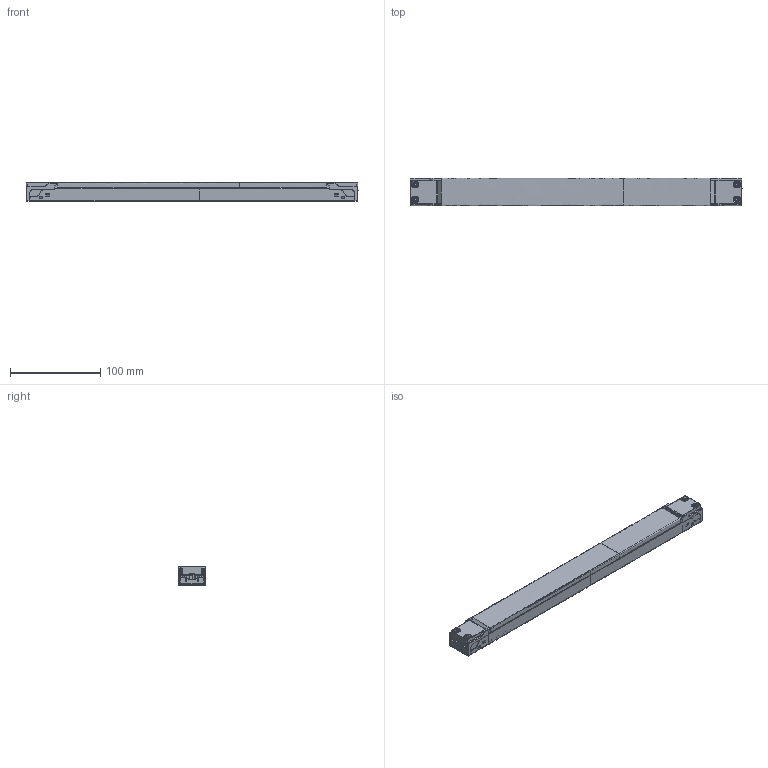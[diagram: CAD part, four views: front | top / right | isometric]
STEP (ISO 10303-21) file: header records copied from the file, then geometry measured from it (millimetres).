
FILE_DESCRIPTION(/* description */ (''),/* implementation_level */ '2;1');
FILE_NAME(/* name */ 'MS-60-24 DALI-2 LI',/* time_stamp */ '2023-07-06T16:31:00+08:00',/* author */ (''),/* organization */ (''),/* preprocessor_version */ 'ST-DEVELOPER v16.5',/* originating_system */ '',/* authorisation */ '');
FILE_SCHEMA (('AUTOMOTIVE_DESIGN'));
Length unit declared in the file: millimetre
Products named in the file (1): Document
Bounding box: 367.98 x 30.6 x 21 mm (x, y, z)
Volume: 38248.2 mm3; surface area: 112726.8 mm2
Topology: 23 solids, 24 shells, 1568 faces, 3991 edges, 2544 vertices
Faces by surface type: plane 949, bspline 619
Entity records: 72297 total; most frequent: CARTESIAN_POINT 46695, ORIENTED_EDGE 7978, EDGE_CURVE 3991, B_SPLINE_CURVE_WITH_KNOTS 3061, VERTEX_POINT 2544, EDGE_LOOP 1702, ADVANCED_FACE 1568, FACE_OUTER_BOUND 1568
